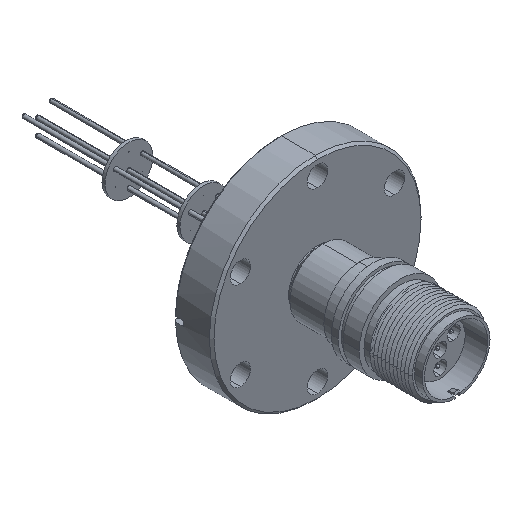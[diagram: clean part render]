
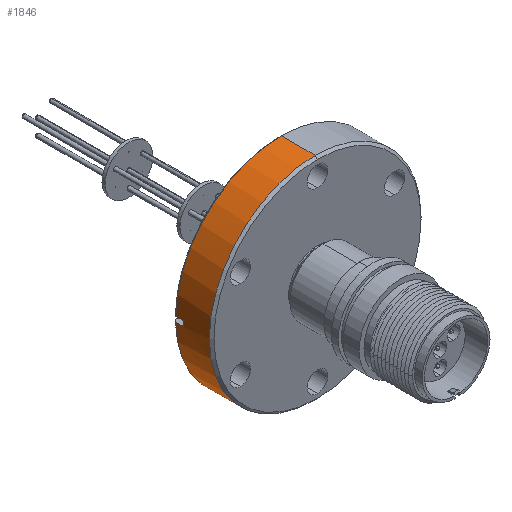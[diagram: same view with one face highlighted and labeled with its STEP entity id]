
A CAD part, isometric view. The second image highlights one B-rep face of the part: STEP entity #1846.
In plain terms, the highlighted cylindrical face has radius 34.925 mm (diameter 69.85 mm), a partial arc.
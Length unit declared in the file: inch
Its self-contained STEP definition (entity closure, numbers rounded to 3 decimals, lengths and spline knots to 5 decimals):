
#325 = DIRECTION ( 'NONE',  ( 0., 1., 0. ) ) ;
#333 = CARTESIAN_POINT ( 'NONE',  ( -0.96553, 1.48744, -0.38828 ) ) ;
#449 = CARTESIAN_POINT ( 'NONE',  ( -2.34018, 0.78432, 1.01772 ) ) ;
#463 = CARTESIAN_POINT ( 'NONE',  ( -2.34018, 0.68299, 0.95572 ) ) ;
#465 = CARTESIAN_POINT ( 'NONE',  ( -2.34018, 0.68299, 1.01772 ) ) ;
#595 = EDGE_CURVE ( 'NONE', #1385, #1405, #6391, .T. ) ;
#606 = EDGE_CURVE ( 'NONE', #2957, #1435, #6381, .T. ) ;
#1292 = EDGE_LOOP ( 'NONE', ( #7316, #7315, #7314, #7313, #7312, #7311, #7310, #7309 ) ) ;
#1385 = VERTEX_POINT ( 'NONE', #4852 ) ;
#1405 = VERTEX_POINT ( 'NONE', #4835 ) ;
#1432 = VERTEX_POINT ( 'NONE', #4808 ) ;
#1435 = VERTEX_POINT ( 'NONE', #4805 ) ;
#1846 = ADVANCED_FACE ( 'NONE', ( #2204 ), #2190, .T. ) ;
#2190 = CYLINDRICAL_SURFACE ( 'NONE', #5414, 1.375 ) ;
#2204 = FACE_OUTER_BOUND ( 'NONE', #1292, .T. ) ;
#2609 = EDGE_CURVE ( 'NONE', #1432, #2957, #7814, .T. ) ;
#2680 = CIRCLE ( 'NONE', #4196, 1.375 ) ;
#2957 = VERTEX_POINT ( 'NONE', #6671 ) ;
#3115 = CARTESIAN_POINT ( 'NONE',  ( -2.34018, 0.68299, 1.01772 ) ) ;
#3116 = CARTESIAN_POINT ( 'NONE',  ( -2.34018, 0.68299, 0.95572 ) ) ;
#3120 = CARTESIAN_POINT ( 'NONE',  ( -2.34064, 0.68296, 0.99703 ) ) ;
#3122 = CARTESIAN_POINT ( 'NONE',  ( -2.34064, 0.68296, 0.97637 ) ) ;
#3141 = DIRECTION ( 'NONE',  ( 0., 0., 1. ) ) ;
#3142 = DIRECTION ( 'NONE',  ( 0., 1., 0. ) ) ;
#3144 = CARTESIAN_POINT ( 'NONE',  ( -0.96553, 0.78432, 0.98672 ) ) ;
#3635 = AXIS2_PLACEMENT_3D ( 'NONE', #6850, #6849, #6848 ) ;
#3699 = CARTESIAN_POINT ( 'NONE',  ( -2.34018, 1.48744, 0.95572 ) ) ;
#3701 = DIRECTION ( 'NONE',  ( 0., -1., 0. ) ) ;
#3813 = DIRECTION ( 'NONE',  ( 0., -1., 0. ) ) ;
#3814 = CARTESIAN_POINT ( 'NONE',  ( -2.34018, 1.48744, 1.01772 ) ) ;
#4196 = AXIS2_PLACEMENT_3D ( 'NONE', #3144, #3142, #3141 ) ;
#4341 = B_SPLINE_CURVE_WITH_KNOTS ( 'NONE', 3,
 ( #3116, #3122, #3120, #3115 ),
 .UNSPECIFIED., .F., .F.,
 ( 4, 4 ),
 ( 0.11477, 0.11634 ),
 .UNSPECIFIED. ) ;
#4724 = CARTESIAN_POINT ( 'NONE',  ( -0.96553, 1.48744, 0.98672 ) ) ;
#4726 = DIRECTION ( 'NONE',  ( 0., 1., 0. ) ) ;
#4728 = DIRECTION ( 'NONE',  ( 0., 0., 1. ) ) ;
#4805 = CARTESIAN_POINT ( 'NONE',  ( -0.96553, 0.78432, 2.36172 ) ) ;
#4808 = CARTESIAN_POINT ( 'NONE',  ( -0.96553, 0.34432, -0.38828 ) ) ;
#4835 = CARTESIAN_POINT ( 'NONE',  ( -2.34018, 0.78432, 0.95572 ) ) ;
#4852 = CARTESIAN_POINT ( 'NONE',  ( -0.96553, 0.78432, -0.38828 ) ) ;
#5205 = CARTESIAN_POINT ( 'NONE',  ( -0.96553, 1.48744, 2.36172 ) ) ;
#5210 = DIRECTION ( 'NONE',  ( 0., 1., 0. ) ) ;
#5232 = DIRECTION ( 'NONE',  ( 0., 0., 1. ) ) ;
#5233 = DIRECTION ( 'NONE',  ( 0., 1., 0. ) ) ;
#5234 = CARTESIAN_POINT ( 'NONE',  ( -0.96553, 0.78432, 0.98672 ) ) ;
#5414 = AXIS2_PLACEMENT_3D ( 'NONE', #4724, #4726, #4728 ) ;
#5473 = AXIS2_PLACEMENT_3D ( 'NONE', #5234, #5233, #5232 ) ;
#5874 = EDGE_CURVE ( 'NONE', #7183, #1435, #2680, .T. ) ;
#5890 = EDGE_CURVE ( 'NONE', #7178, #7177, #4341, .T. ) ;
#6026 = LINE ( 'NONE', #333, #6031 ) ;
#6031 = VECTOR ( 'NONE', #325, 39.37008 ) ;
#6185 = LINE ( 'NONE', #3699, #6187 ) ;
#6187 = VECTOR ( 'NONE', #3701, 39.37008 ) ;
#6240 = LINE ( 'NONE', #3814, #6242 ) ;
#6242 = VECTOR ( 'NONE', #3813, 39.37008 ) ;
#6376 = VECTOR ( 'NONE', #5210, 39.37008 ) ;
#6381 = LINE ( 'NONE', #5205, #6376 ) ;
#6391 = CIRCLE ( 'NONE', #5473, 1.375 ) ;
#6671 = CARTESIAN_POINT ( 'NONE',  ( -0.96553, 0.34432, 2.36172 ) ) ;
#6848 = DIRECTION ( 'NONE',  ( 0., 0., 1. ) ) ;
#6849 = DIRECTION ( 'NONE',  ( 0., 1., 0. ) ) ;
#6850 = CARTESIAN_POINT ( 'NONE',  ( -0.96553, 0.34432, 0.98672 ) ) ;
#7177 = VERTEX_POINT ( 'NONE', #465 ) ;
#7178 = VERTEX_POINT ( 'NONE', #463 ) ;
#7183 = VERTEX_POINT ( 'NONE', #449 ) ;
#7309 = ORIENTED_EDGE ( 'NONE', *, *, #595, .F. ) ;
#7310 = ORIENTED_EDGE ( 'NONE', *, *, #7934, .F. ) ;
#7311 = ORIENTED_EDGE ( 'NONE', *, *, #5890, .F. ) ;
#7312 = ORIENTED_EDGE ( 'NONE', *, *, #7974, .T. ) ;
#7313 = ORIENTED_EDGE ( 'NONE', *, *, #5874, .F. ) ;
#7314 = ORIENTED_EDGE ( 'NONE', *, *, #606, .T. ) ;
#7315 = ORIENTED_EDGE ( 'NONE', *, *, #2609, .T. ) ;
#7316 = ORIENTED_EDGE ( 'NONE', *, *, #7541, .F. ) ;
#7541 = EDGE_CURVE ( 'NONE', #1432, #1385, #6026, .T. ) ;
#7814 = CIRCLE ( 'NONE', #3635, 1.375 ) ;
#7934 = EDGE_CURVE ( 'NONE', #1405, #7178, #6185, .T. ) ;
#7974 = EDGE_CURVE ( 'NONE', #7183, #7177, #6240, .T. ) ;
